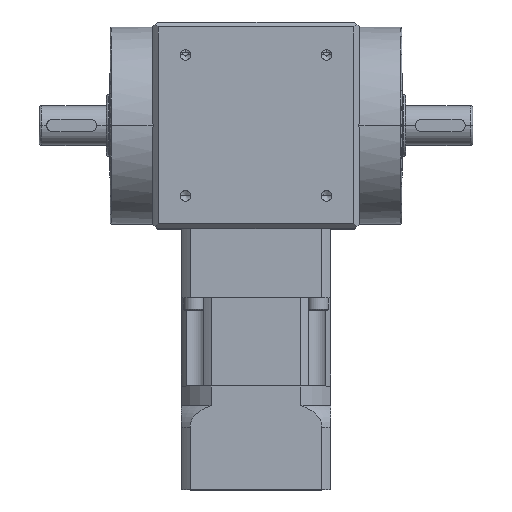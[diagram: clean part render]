
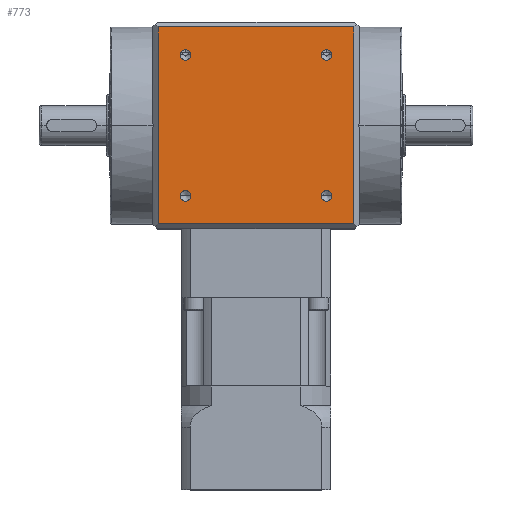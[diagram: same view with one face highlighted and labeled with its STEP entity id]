
A CAD part, top view. The second image highlights one B-rep face of the part: STEP entity #773.
In plain terms, the highlighted planar face has unit normal (0, 0, 1).
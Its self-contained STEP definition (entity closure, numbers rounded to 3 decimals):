
#26 = DIRECTION ( 'NONE',  ( 0., 0., 1. ) ) ;
#157 = DIRECTION ( 'NONE',  ( 0., -1., 0. ) ) ;
#763 = DIRECTION ( 'NONE',  ( 0., -1., 0. ) ) ;
#773 = ADVANCED_FACE ( 'NONE', ( #16459, #7576, #21249, #11730, #7026 ), #14414, .F. ) ;
#930 = CARTESIAN_POINT ( 'NONE',  ( 28.284, 166.084, 41.5 ) ) ;
#1692 = DIRECTION ( 'NONE',  ( 0., -1., 0. ) ) ;
#1783 = AXIS2_PLACEMENT_3D ( 'NONE', #14487, #3804, #16227 ) ;
#1961 = EDGE_CURVE ( 'NONE', #8324, #7717, #21885, .T. ) ;
#2028 = VECTOR ( 'NONE', #20116, 1000. ) ;
#2148 = AXIS2_PLACEMENT_3D ( 'NONE', #8157, #20643, #9962 ) ;
#2268 = CARTESIAN_POINT ( 'NONE',  ( -39.292, 177.2, 41.5 ) ) ;
#2766 = CARTESIAN_POINT ( 'NONE',  ( -41.5, 96.2, 41.5 ) ) ;
#2817 = ORIENTED_EDGE ( 'NONE', *, *, #10479, .F. ) ;
#3472 = VERTEX_POINT ( 'NONE', #21776 ) ;
#3804 = DIRECTION ( 'NONE',  ( 0., 0., -1. ) ) ;
#3897 = EDGE_CURVE ( 'NONE', #10321, #6948, #21770, .T. ) ;
#4035 = EDGE_CURVE ( 'NONE', #15364, #15515, #16694, .T. ) ;
#4036 = DIRECTION ( 'NONE',  ( 0., 0., -1. ) ) ;
#4125 = DIRECTION ( 'NONE',  ( 0., 0., 1. ) ) ;
#4338 = EDGE_CURVE ( 'NONE', #17234, #15364, #13075, .T. ) ;
#4543 = ORIENTED_EDGE ( 'NONE', *, *, #4338, .F. ) ;
#4572 = DIRECTION ( 'NONE',  ( -1., 0., 0. ) ) ;
#4729 = CIRCLE ( 'NONE', #2148, 2.1 ) ;
#5205 = EDGE_CURVE ( 'NONE', #7717, #8324, #17795, .T. ) ;
#5210 = VECTOR ( 'NONE', #11715, 1000. ) ;
#5557 = AXIS2_PLACEMENT_3D ( 'NONE', #10714, #26, #12499 ) ;
#5776 = ORIENTED_EDGE ( 'NONE', *, *, #22900, .F. ) ;
#5788 = ORIENTED_EDGE ( 'NONE', *, *, #20542, .T. ) ;
#6349 = ORIENTED_EDGE ( 'NONE', *, *, #3897, .F. ) ;
#6948 = VERTEX_POINT ( 'NONE', #9897 ) ;
#7026 = FACE_BOUND ( 'NONE', #10777, .T. ) ;
#7055 = VERTEX_POINT ( 'NONE', #15587 ) ;
#7199 = EDGE_LOOP ( 'NONE', ( #6349, #14069 ) ) ;
#7267 = VECTOR ( 'NONE', #14769, 1000. ) ;
#7296 = CARTESIAN_POINT ( 'NONE',  ( -28.284, 166.084, 41.5 ) ) ;
#7576 = FACE_BOUND ( 'NONE', #9504, .T. ) ;
#7717 = VERTEX_POINT ( 'NONE', #7296 ) ;
#7747 = CIRCLE ( 'NONE', #19178, 2.1 ) ;
#8157 = CARTESIAN_POINT ( 'NONE',  ( 28.284, 163.984, 41.5 ) ) ;
#8324 = VERTEX_POINT ( 'NONE', #18335 ) ;
#8430 = CARTESIAN_POINT ( 'NONE',  ( -39.292, 96.2, 41.5 ) ) ;
#9504 = EDGE_LOOP ( 'NONE', ( #2817, #14166 ) ) ;
#9570 = ORIENTED_EDGE ( 'NONE', *, *, #16256, .F. ) ;
#9889 = AXIS2_PLACEMENT_3D ( 'NONE', #23069, #12349, #1692 ) ;
#9897 = CARTESIAN_POINT ( 'NONE',  ( 28.284, 109.516, 41.5 ) ) ;
#9962 = DIRECTION ( 'NONE',  ( 0., -1., 0. ) ) ;
#10105 = AXIS2_PLACEMENT_3D ( 'NONE', #22115, #11399, #763 ) ;
#10146 = VERTEX_POINT ( 'NONE', #21534 ) ;
#10238 = EDGE_CURVE ( 'NONE', #6948, #10321, #10532, .T. ) ;
#10321 = VERTEX_POINT ( 'NONE', #13329 ) ;
#10479 = EDGE_CURVE ( 'NONE', #7055, #10146, #16899, .T. ) ;
#10532 = CIRCLE ( 'NONE', #16931, 2.1 ) ;
#10651 = CARTESIAN_POINT ( 'NONE',  ( 28.284, 163.984, 41.5 ) ) ;
#10714 = CARTESIAN_POINT ( 'NONE',  ( 28.284, 107.416, 41.5 ) ) ;
#10750 = EDGE_CURVE ( 'NONE', #11952, #12668, #10772, .T. ) ;
#10772 = CIRCLE ( 'NONE', #16784, 2.1 ) ;
#10777 = EDGE_LOOP ( 'NONE', ( #18245, #22635 ) ) ;
#10819 = DIRECTION ( 'NONE',  ( 0., 0., 1. ) ) ;
#11399 = DIRECTION ( 'NONE',  ( 0., 0., 1. ) ) ;
#11715 = DIRECTION ( 'NONE',  ( 1., 0., 0. ) ) ;
#11730 = FACE_BOUND ( 'NONE', #19664, .T. ) ;
#11837 = ORIENTED_EDGE ( 'NONE', *, *, #10750, .T. ) ;
#11952 = VERTEX_POINT ( 'NONE', #18355 ) ;
#12349 = DIRECTION ( 'NONE',  ( 0., 0., -1. ) ) ;
#12443 = DIRECTION ( 'NONE',  ( 0., -1., 0. ) ) ;
#12499 = DIRECTION ( 'NONE',  ( 0., -1., 0. ) ) ;
#12668 = VERTEX_POINT ( 'NONE', #930 ) ;
#13075 = LINE ( 'NONE', #2766, #22016 ) ;
#13286 = EDGE_CURVE ( 'NONE', #10146, #7055, #7747, .T. ) ;
#13329 = CARTESIAN_POINT ( 'NONE',  ( 28.284, 105.316, 41.5 ) ) ;
#14069 = ORIENTED_EDGE ( 'NONE', *, *, #10238, .F. ) ;
#14166 = ORIENTED_EDGE ( 'NONE', *, *, #13286, .F. ) ;
#14414 = PLANE ( 'NONE',  #1783 ) ;
#14487 = CARTESIAN_POINT ( 'NONE',  ( -41.5, 177.2, 41.5 ) ) ;
#14730 = CARTESIAN_POINT ( 'NONE',  ( -28.284, 163.984, 41.5 ) ) ;
#14769 = DIRECTION ( 'NONE',  ( 0., 1., 0. ) ) ;
#14820 = CARTESIAN_POINT ( 'NONE',  ( 28.284, 107.416, 41.5 ) ) ;
#15364 = VERTEX_POINT ( 'NONE', #8430 ) ;
#15515 = VERTEX_POINT ( 'NONE', #23153 ) ;
#15587 = CARTESIAN_POINT ( 'NONE',  ( -28.284, 105.316, 41.5 ) ) ;
#15697 = LINE ( 'NONE', #20198, #2028 ) ;
#16227 = DIRECTION ( 'NONE',  ( 0., 1., 0. ) ) ;
#16256 = EDGE_CURVE ( 'NONE', #3472, #17234, #15697, .T. ) ;
#16459 = FACE_OUTER_BOUND ( 'NONE', #20989, .T. ) ;
#16461 = DIRECTION ( 'NONE',  ( 0., -1., 0. ) ) ;
#16571 = DIRECTION ( 'NONE',  ( 0., -1., 0. ) ) ;
#16694 = LINE ( 'NONE', #2268, #7267 ) ;
#16784 = AXIS2_PLACEMENT_3D ( 'NONE', #10651, #23154, #12443 ) ;
#16899 = CIRCLE ( 'NONE', #10105, 2.1 ) ;
#16931 = AXIS2_PLACEMENT_3D ( 'NONE', #14820, #4125, #16571 ) ;
#17234 = VERTEX_POINT ( 'NONE', #22278 ) ;
#17795 = CIRCLE ( 'NONE', #9889, 2.1 ) ;
#18245 = ORIENTED_EDGE ( 'NONE', *, *, #1961, .T. ) ;
#18335 = CARTESIAN_POINT ( 'NONE',  ( -28.284, 161.884, 41.5 ) ) ;
#18355 = CARTESIAN_POINT ( 'NONE',  ( 28.284, 161.884, 41.5 ) ) ;
#19178 = AXIS2_PLACEMENT_3D ( 'NONE', #21524, #10819, #157 ) ;
#19434 = LINE ( 'NONE', #22515, #5210 ) ;
#19448 = AXIS2_PLACEMENT_3D ( 'NONE', #14730, #4036, #16461 ) ;
#19664 = EDGE_LOOP ( 'NONE', ( #11837, #5788 ) ) ;
#20116 = DIRECTION ( 'NONE',  ( 0., -1., 0. ) ) ;
#20198 = CARTESIAN_POINT ( 'NONE',  ( 39.292, 0., 41.5 ) ) ;
#20542 = EDGE_CURVE ( 'NONE', #12668, #11952, #4729, .T. ) ;
#20643 = DIRECTION ( 'NONE',  ( 0., 0., -1. ) ) ;
#20989 = EDGE_LOOP ( 'NONE', ( #4543, #9570, #5776, #22522 ) ) ;
#21249 = FACE_BOUND ( 'NONE', #7199, .T. ) ;
#21524 = CARTESIAN_POINT ( 'NONE',  ( -28.284, 107.416, 41.5 ) ) ;
#21534 = CARTESIAN_POINT ( 'NONE',  ( -28.284, 109.516, 41.5 ) ) ;
#21770 = CIRCLE ( 'NONE', #5557, 2.1 ) ;
#21776 = CARTESIAN_POINT ( 'NONE',  ( 39.292, 175.2, 41.5 ) ) ;
#21885 = CIRCLE ( 'NONE', #19448, 2.1 ) ;
#22016 = VECTOR ( 'NONE', #4572, 1000. ) ;
#22115 = CARTESIAN_POINT ( 'NONE',  ( -28.284, 107.416, 41.5 ) ) ;
#22278 = CARTESIAN_POINT ( 'NONE',  ( 39.292, 96.2, 41.5 ) ) ;
#22515 = CARTESIAN_POINT ( 'NONE',  ( 0., 175.2, 41.5 ) ) ;
#22522 = ORIENTED_EDGE ( 'NONE', *, *, #4035, .F. ) ;
#22635 = ORIENTED_EDGE ( 'NONE', *, *, #5205, .T. ) ;
#22900 = EDGE_CURVE ( 'NONE', #15515, #3472, #19434, .T. ) ;
#23069 = CARTESIAN_POINT ( 'NONE',  ( -28.284, 163.984, 41.5 ) ) ;
#23153 = CARTESIAN_POINT ( 'NONE',  ( -39.292, 175.2, 41.5 ) ) ;
#23154 = DIRECTION ( 'NONE',  ( 0., 0., -1. ) ) ;
